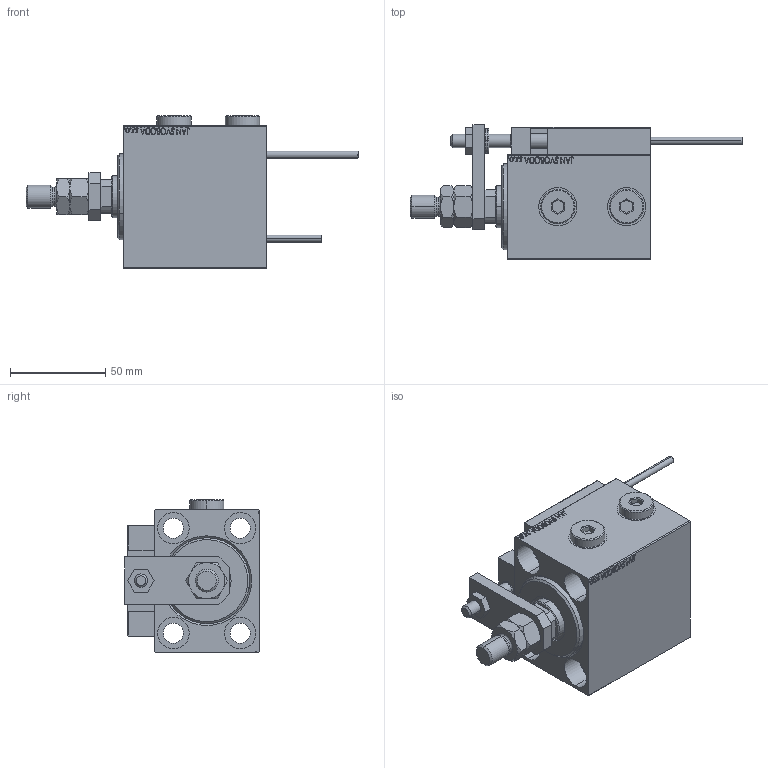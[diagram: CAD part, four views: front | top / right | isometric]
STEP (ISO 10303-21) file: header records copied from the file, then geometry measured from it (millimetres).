
FILE_DESCRIPTION (( 'STEP AP203' ), '1' );
FILE_NAME ('5d0c.STEP', '2024-02-11T07:39:24', ( '' ), ( '' ), 'SwSTEP 2.0', 'SolidWorks 2019', '' );
FILE_SCHEMA (( 'CONFIG_CONTROL_DESIGN' ));
Length unit declared in the file: millimetre
Products named in the file (17): X_Y_MTA c717d509704c61691658bbb42b0f4fad; V450CM_C_Body c717d509704c61691658bbb42b0f4fad; SWITCH DIM B,W c717d509704c61691658bbb42b0f4fad; ALLEN BOLT D8 c717d509704c61691658bbb42b0f4fad; ALLEN BOLT D5 c717d509704c61691658bbb42b0f4fad; NUT_D12 c717d509704c61691658bbb42b0f4fad; V450CM_VC_B c717d509704c61691658bbb42b0f4fad; SWITCH_X_FRONT_BACK c717d509704c61691658bbb42b0f4fad; Zatka_OIL_PORT c717d509704c61691658bbb42b0f4fad; KONCOVKA c717d509704c61691658bbb42b0f4fad; MAGNET c717d509704c61691658bbb42b0f4fad; SWITCH X c717d509704c61691658bbb42b0f4fad; ZARAZKA c717d509704c61691658bbb42b0f4fad; V450CM_C_VCP c717d509704c61691658bbb42b0f4fad; 5d0c; TYC_L79 c717d509704c61691658bbb42b0f4fad; Block c717d509704c61691658bbb42b0f4fad
Assembly tree (27 placements, depth 3):
  5d0c
    V450CM_C_Body c717d509704c61691658bbb42b0f4fad
    SWITCH X c717d509704c61691658bbb42b0f4fad
      SWITCH_X_FRONT_BACK c717d509704c61691658bbb42b0f4fad  x2
      TYC_L79 c717d509704c61691658bbb42b0f4fad
      Block c717d509704c61691658bbb42b0f4fad  x2
      ALLEN BOLT D5 c717d509704c61691658bbb42b0f4fad  x4
      ALLEN BOLT D8 c717d509704c61691658bbb42b0f4fad  x4
      MAGNET c717d509704c61691658bbb42b0f4fad  x2
      KONCOVKA c717d509704c61691658bbb42b0f4fad  x2
    NUT_D12 c717d509704c61691658bbb42b0f4fad
    SWITCH DIM B,W c717d509704c61691658bbb42b0f4fad
    ZARAZKA c717d509704c61691658bbb42b0f4fad
    V450CM_C_VCP c717d509704c61691658bbb42b0f4fad
    V450CM_VC_B c717d509704c61691658bbb42b0f4fad
    X_Y_MTA c717d509704c61691658bbb42b0f4fad
    Zatka_OIL_PORT c717d509704c61691658bbb42b0f4fad  x2
Bounding box: 174 x 70.5 x 79.9 mm (x, y, z)
Volume: 318671.1 mm3; surface area: 89738 mm2
Topology: 26 solids, 26 shells, 1385 faces, 3288 edges, 2089 vertices
Faces by surface type: plane 609, bspline 380, cylinder 208, cone 138, torus 46, sphere 4
Entity records: 53075 total; most frequent: CARTESIAN_POINT 26815, ORIENTED_EDGE 5516, DIRECTION 3818, EDGE_CURVE 2758, VERTEX_POINT 1789, VECTOR 1554, LINE 1554, EDGE_LOOP 1285
